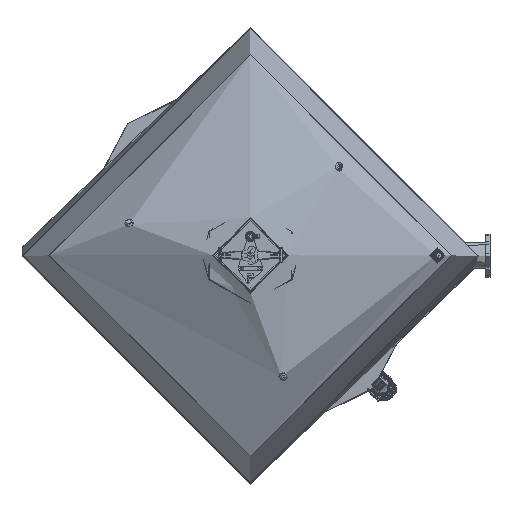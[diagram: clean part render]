
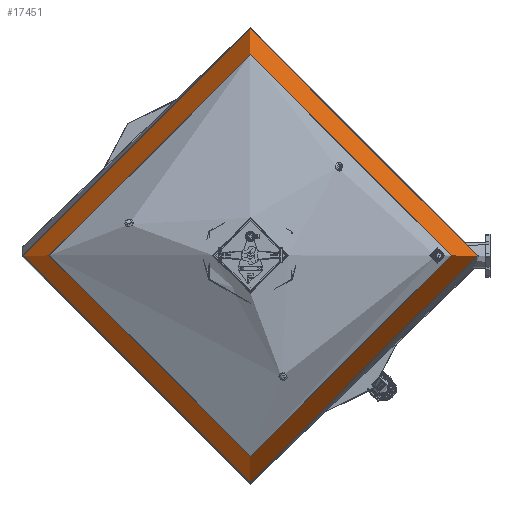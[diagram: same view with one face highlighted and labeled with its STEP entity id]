
A CAD part, top view. The second image highlights one B-rep face of the part: STEP entity #17451.
In plain terms, the highlighted toroidal (fillet/blend) face has major radius 1194 mm and minor radius 315 mm.
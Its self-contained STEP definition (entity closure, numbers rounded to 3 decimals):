
#17451 = ADVANCED_FACE( '', ( #25351, #25352 ), #25353, .T. );
#25351 = FACE_OUTER_BOUND( '', #28393, .T. );
#25352 = FACE_OUTER_BOUND( '', #28394, .T. );
#25353 = TOROIDAL_SURFACE( '', #28395, 1194., 315. );
#28393 = EDGE_LOOP( '', ( #32651 ) );
#28394 = EDGE_LOOP( '', ( #32652 ) );
#28395 = AXIS2_PLACEMENT_3D( '', #32653, #32654, #32655 );
#32651 = ORIENTED_EDGE( '', *, *, #64975, .F. );
#32652 = ORIENTED_EDGE( '', *, *, #64964, .T. );
#32653 = CARTESIAN_POINT( '', ( 0., 0., 658.259 ) );
#32654 = DIRECTION( '', ( 0., 0., -1. ) );
#32655 = DIRECTION( '', ( -1., 0., 0. ) );
#64964 = EDGE_CURVE( '', #68154, #68154, #68155, .T. );
#64975 = EDGE_CURVE( '', #68176, #68176, #68177, .T. );
#68154 = VERTEX_POINT( '', #69528 );
#68155 = CIRCLE( '', #69529, 1336.177 );
#68176 = VERTEX_POINT( '', #70071 );
#68177 = CIRCLE( '', #70072, 1509. );
#69528 = CARTESIAN_POINT( '', ( -1336.177, 0., 939.348 ) );
#69529 = AXIS2_PLACEMENT_3D( '', #70119, #70120, #70121 );
#70071 = CARTESIAN_POINT( '', ( -1509., 0., 658.259 ) );
#70072 = AXIS2_PLACEMENT_3D( '', #70137, #70138, #70139 );
#70119 = CARTESIAN_POINT( '', ( 0., 0., 939.348 ) );
#70120 = DIRECTION( '', ( 0., 0., -1. ) );
#70121 = DIRECTION( '', ( -1., 0., 0. ) );
#70137 = CARTESIAN_POINT( '', ( 0., 0., 658.259 ) );
#70138 = DIRECTION( '', ( 0., 0., -1. ) );
#70139 = DIRECTION( '', ( -1., 0., 0. ) );
